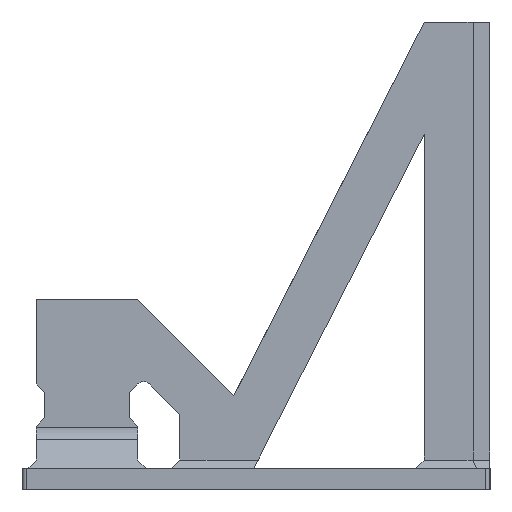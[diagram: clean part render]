
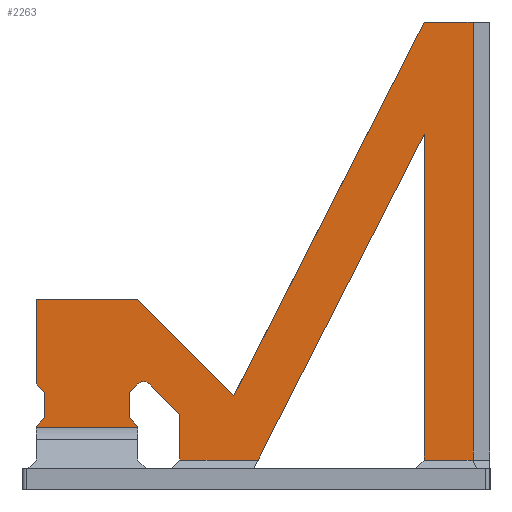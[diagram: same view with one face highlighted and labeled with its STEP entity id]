
A CAD part, left-side view. The second image highlights one B-rep face of the part: STEP entity #2263.
In plain terms, the highlighted planar face has unit normal (-1, 0, 0).
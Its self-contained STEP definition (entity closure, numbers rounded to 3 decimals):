
#66=LINE('',#3249,#328);
#68=LINE('',#3255,#330);
#69=LINE('',#3257,#331);
#70=LINE('',#3259,#332);
#71=LINE('',#3261,#333);
#72=LINE('',#3265,#334);
#73=LINE('',#3267,#335);
#74=LINE('',#3269,#336);
#75=LINE('',#3271,#337);
#76=LINE('',#3273,#338);
#77=LINE('',#3275,#339);
#78=LINE('',#3277,#340);
#79=LINE('',#3279,#341);
#80=LINE('',#3281,#342);
#81=LINE('',#3283,#343);
#82=LINE('',#3285,#344);
#83=LINE('',#3287,#345);
#84=LINE('',#3289,#346);
#85=LINE('',#3291,#347);
#86=LINE('',#3293,#348);
#87=LINE('',#3294,#349);
#328=VECTOR('',#2600,10.);
#330=VECTOR('',#2606,10.);
#331=VECTOR('',#2607,10.);
#332=VECTOR('',#2608,10.);
#333=VECTOR('',#2609,10.);
#334=VECTOR('',#2612,10.);
#335=VECTOR('',#2613,10.);
#336=VECTOR('',#2614,10.);
#337=VECTOR('',#2615,10.);
#338=VECTOR('',#2616,10.);
#339=VECTOR('',#2617,10.);
#340=VECTOR('',#2618,10.);
#341=VECTOR('',#2619,10.);
#342=VECTOR('',#2620,10.);
#343=VECTOR('',#2621,10.);
#344=VECTOR('',#2622,10.);
#345=VECTOR('',#2623,10.);
#346=VECTOR('',#2624,10.);
#347=VECTOR('',#2625,10.);
#348=VECTOR('',#2626,10.);
#349=VECTOR('',#2627,10.);
#620=FACE_OUTER_BOUND('',#734,.T.);
#734=EDGE_LOOP('',(#1520,#1521,#1522,#1523,#1524,#1525,#1526,#1527,#1528,
#1529,#1530,#1531,#1532,#1533,#1534,#1535,#1536,#1537,#1538,#1539,#1540,
#1541));
#880=CIRCLE('',#2398,1.);
#957=VERTEX_POINT('',#3246);
#958=VERTEX_POINT('',#3248);
#960=VERTEX_POINT('',#3254);
#961=VERTEX_POINT('',#3256);
#962=VERTEX_POINT('',#3258);
#963=VERTEX_POINT('',#3260);
#964=VERTEX_POINT('',#3262);
#965=VERTEX_POINT('',#3264);
#966=VERTEX_POINT('',#3266);
#967=VERTEX_POINT('',#3268);
#968=VERTEX_POINT('',#3270);
#969=VERTEX_POINT('',#3272);
#970=VERTEX_POINT('',#3274);
#971=VERTEX_POINT('',#3276);
#972=VERTEX_POINT('',#3278);
#973=VERTEX_POINT('',#3280);
#974=VERTEX_POINT('',#3282);
#975=VERTEX_POINT('',#3284);
#976=VERTEX_POINT('',#3286);
#977=VERTEX_POINT('',#3288);
#978=VERTEX_POINT('',#3290);
#979=VERTEX_POINT('',#3292);
#1178=EDGE_CURVE('',#957,#958,#66,.T.);
#1181=EDGE_CURVE('',#957,#960,#68,.T.);
#1182=EDGE_CURVE('',#961,#960,#69,.T.);
#1183=EDGE_CURVE('',#961,#962,#70,.T.);
#1184=EDGE_CURVE('',#963,#962,#71,.T.);
#1185=EDGE_CURVE('',#964,#963,#880,.T.);
#1186=EDGE_CURVE('',#964,#965,#72,.T.);
#1187=EDGE_CURVE('',#965,#966,#73,.T.);
#1188=EDGE_CURVE('',#967,#966,#74,.T.);
#1189=EDGE_CURVE('',#967,#968,#75,.T.);
#1190=EDGE_CURVE('',#968,#969,#76,.T.);
#1191=EDGE_CURVE('',#970,#969,#77,.T.);
#1192=EDGE_CURVE('',#971,#970,#78,.T.);
#1193=EDGE_CURVE('',#972,#971,#79,.T.);
#1194=EDGE_CURVE('',#972,#973,#80,.T.);
#1195=EDGE_CURVE('',#974,#973,#81,.T.);
#1196=EDGE_CURVE('',#975,#974,#82,.T.);
#1197=EDGE_CURVE('',#976,#975,#83,.T.);
#1198=EDGE_CURVE('',#977,#976,#84,.T.);
#1199=EDGE_CURVE('',#977,#978,#85,.T.);
#1200=EDGE_CURVE('',#979,#978,#86,.T.);
#1201=EDGE_CURVE('',#958,#979,#87,.T.);
#1520=ORIENTED_EDGE('',*,*,#1178,.F.);
#1521=ORIENTED_EDGE('',*,*,#1181,.T.);
#1522=ORIENTED_EDGE('',*,*,#1182,.F.);
#1523=ORIENTED_EDGE('',*,*,#1183,.T.);
#1524=ORIENTED_EDGE('',*,*,#1184,.F.);
#1525=ORIENTED_EDGE('',*,*,#1185,.F.);
#1526=ORIENTED_EDGE('',*,*,#1186,.T.);
#1527=ORIENTED_EDGE('',*,*,#1187,.T.);
#1528=ORIENTED_EDGE('',*,*,#1188,.F.);
#1529=ORIENTED_EDGE('',*,*,#1189,.T.);
#1530=ORIENTED_EDGE('',*,*,#1190,.T.);
#1531=ORIENTED_EDGE('',*,*,#1191,.F.);
#1532=ORIENTED_EDGE('',*,*,#1192,.F.);
#1533=ORIENTED_EDGE('',*,*,#1193,.F.);
#1534=ORIENTED_EDGE('',*,*,#1194,.T.);
#1535=ORIENTED_EDGE('',*,*,#1195,.F.);
#1536=ORIENTED_EDGE('',*,*,#1196,.F.);
#1537=ORIENTED_EDGE('',*,*,#1197,.F.);
#1538=ORIENTED_EDGE('',*,*,#1198,.F.);
#1539=ORIENTED_EDGE('',*,*,#1199,.T.);
#1540=ORIENTED_EDGE('',*,*,#1200,.F.);
#1541=ORIENTED_EDGE('',*,*,#1201,.F.);
#2184=PLANE('',#2397);
#2263=ADVANCED_FACE('',(#620),#2184,.T.);
#2397=AXIS2_PLACEMENT_3D('',#3253,#2604,#2605);
#2398=AXIS2_PLACEMENT_3D('',#3263,#2610,#2611);
#2600=DIRECTION('',(0.,1.,0.));
#2604=DIRECTION('center_axis',(-1.,0.,0.));
#2605=DIRECTION('ref_axis',(0.,-1.,0.));
#2606=DIRECTION('',(0.,0.,1.));
#2607=DIRECTION('',(0.,-0.707,-0.707));
#2608=DIRECTION('',(0.,0.,1.));
#2609=DIRECTION('',(0.,0.707,-0.707));
#2610=DIRECTION('center_axis',(-1.,0.,0.));
#2611=DIRECTION('ref_axis',(0.,-0.707,0.707));
#2612=DIRECTION('',(0.,-0.707,-0.707));
#2613=DIRECTION('',(0.,0.,-1.));
#2614=DIRECTION('',(0.,1.,0.));
#2615=DIRECTION('',(0.,-0.454,0.891));
#2616=DIRECTION('',(0.,0.,-1.));
#2617=DIRECTION('',(0.,1.,0.));
#2618=DIRECTION('',(0.,0.,-1.));
#2619=DIRECTION('',(0.,-1.,0.));
#2620=DIRECTION('',(0.,0.454,-0.891));
#2621=DIRECTION('',(0.,-0.707,-0.707));
#2622=DIRECTION('',(0.,-1.,0.));
#2623=DIRECTION('',(0.,0.,1.));
#2624=DIRECTION('',(0.,0.707,0.707));
#2625=DIRECTION('',(0.,0.,-1.));
#2626=DIRECTION('',(0.,-0.707,0.707));
#2627=DIRECTION('',(0.,0.,1.));
#3246=CARTESIAN_POINT('',(-18.,-54.,31.328));
#3248=CARTESIAN_POINT('',(-18.,-42.,31.328));
#3249=CARTESIAN_POINT('',(-18.,-42.,31.328));
#3253=CARTESIAN_POINT('Origin',(-18.,-42.,26.5));
#3254=CARTESIAN_POINT('',(-18.,-54.,31.5));
#3255=CARTESIAN_POINT('',(-18.,-54.,26.5));
#3256=CARTESIAN_POINT('',(-18.,-53.,32.5));
#3257=CARTESIAN_POINT('',(-18.,-52.,33.5));
#3258=CARTESIAN_POINT('',(-18.,-53.,35.5));
#3259=CARTESIAN_POINT('',(-18.,-53.,29.5));
#3260=CARTESIAN_POINT('',(-18.,-54.,36.5));
#3261=CARTESIAN_POINT('',(-18.,-48.25,30.75));
#3262=CARTESIAN_POINT('',(-18.,-55.414,36.5));
#3263=CARTESIAN_POINT('Origin',(-18.,-54.707,35.793));
#3264=CARTESIAN_POINT('',(-18.,-59.,32.914));
#3265=CARTESIAN_POINT('',(-18.,-55.414,36.5));
#3266=CARTESIAN_POINT('',(-18.,-59.,27.5));
#3267=CARTESIAN_POINT('',(-18.,-59.,32.914));
#3268=CARTESIAN_POINT('',(-18.,-68.243,27.5));
#3269=CARTESIAN_POINT('',(-18.,-55.,27.5));
#3270=CARTESIAN_POINT('',(-18.,-87.9,66.083));
#3271=CARTESIAN_POINT('',(-18.,-87.801,65.889));
#3272=CARTESIAN_POINT('',(-18.,-87.9,27.5));
#3273=CARTESIAN_POINT('',(-18.,-87.9,52.9));
#3274=CARTESIAN_POINT('',(-18.,-93.7,27.5));
#3275=CARTESIAN_POINT('',(-18.,-55.,27.5));
#3276=CARTESIAN_POINT('',(-18.,-93.7,79.3));
#3277=CARTESIAN_POINT('',(-18.,-93.7,52.9));
#3278=CARTESIAN_POINT('',(-18.,-87.9,79.3));
#3279=CARTESIAN_POINT('',(-18.,-61.,79.3));
#3280=CARTESIAN_POINT('',(-18.,-65.388,35.112));
#3281=CARTESIAN_POINT('',(-18.,-71.678,47.46));
#3282=CARTESIAN_POINT('',(-18.,-54.,46.5));
#3283=CARTESIAN_POINT('',(-18.,-54.,46.5));
#3284=CARTESIAN_POINT('',(-18.,-42.,46.5));
#3285=CARTESIAN_POINT('',(-18.,-51.,46.5));
#3286=CARTESIAN_POINT('',(-18.,-42.,36.5));
#3287=CARTESIAN_POINT('',(-18.,-42.,26.5));
#3288=CARTESIAN_POINT('',(-18.,-43.,35.5));
#3289=CARTESIAN_POINT('',(-18.,-44.75,33.75));
#3290=CARTESIAN_POINT('',(-18.,-43.,32.5));
#3291=CARTESIAN_POINT('',(-18.,-43.,29.5));
#3292=CARTESIAN_POINT('',(-18.,-42.,31.5));
#3293=CARTESIAN_POINT('',(-18.,-41.,30.5));
#3294=CARTESIAN_POINT('',(-18.,-42.,26.5));
